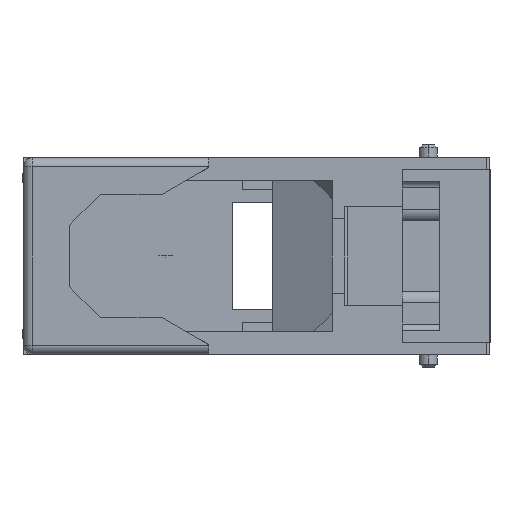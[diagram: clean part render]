
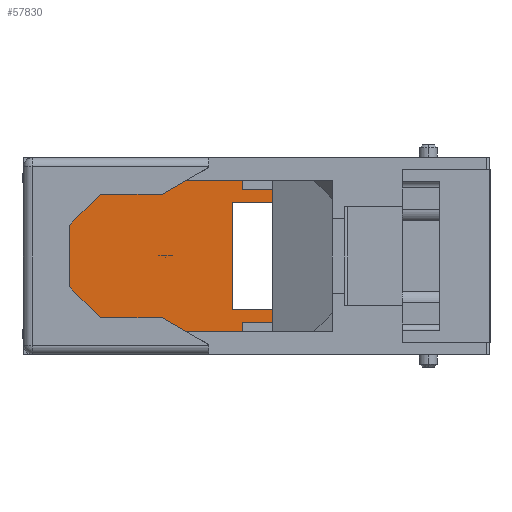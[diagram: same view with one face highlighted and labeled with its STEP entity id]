
A CAD part, left-side view. The second image highlights one B-rep face of the part: STEP entity #57830.
In plain terms, the highlighted face is planar.
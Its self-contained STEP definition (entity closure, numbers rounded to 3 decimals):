
#19480=CARTESIAN_POINT('',(328.,72.5,-29.5));
#19490=VERTEX_POINT('',#19480);
#19520=CARTESIAN_POINT('',(328.,72.5,0.));
#19530=DIRECTION('',(0.,0.,1.));
#19540=VECTOR('',#19530,1.);
#19550=LINE('',#19520,#19540);
#19560=CARTESIAN_POINT('',(328.,72.5,-2.5));
#19570=VERTEX_POINT('',#19560);
#19580=EDGE_CURVE('',#19490,#19570,#19550,.T.);
#35650=CARTESIAN_POINT('',(328.,41.,-1.5));
#35660=VERTEX_POINT('',#35650);
#35690=CARTESIAN_POINT('',(328.,72.5,-1.5));
#35700=DIRECTION('',(0.,-1.,0.));
#35710=VECTOR('',#35700,0.02);
#35720=LINE('',#35690,#35710);
#35730=CARTESIAN_POINT('',(328.,32.1,-1.5));
#35740=VERTEX_POINT('',#35730);
#35750=EDGE_CURVE('',#35660,#35740,#35720,.T.);
#42350=CARTESIAN_POINT('',(328.,72.5,-2.5));
#42360=DIRECTION('',(0.,-1.,0.));
#42370=VECTOR('',#42360,0.02);
#42380=LINE('',#42350,#42370);
#42390=CARTESIAN_POINT('',(328.,41.,-2.5));
#42400=VERTEX_POINT('',#42390);
#42410=EDGE_CURVE('',#19570,#42400,#42380,.T.);
#51290=CARTESIAN_POINT('',(328.,41.,-16.));
#51300=DIRECTION('',(0.,0.,-1.));
#51310=VECTOR('',#51300,1.);
#51320=LINE('',#51290,#51310);
#51330=EDGE_CURVE('',#35660,#42400,#51320,.T.);
#57260=CARTESIAN_POINT('',(328.,32.1,-16.));
#57270=DIRECTION('',(-1.,0.,0.));
#57280=DIRECTION('',(0.,-1.,0.));
#57290=AXIS2_PLACEMENT_3D('',#57260,#57270,#57280);
#57300=PLANE('',#57290);
#57310=ORIENTED_EDGE('',*,*,#42410,.T.);
#57320=ORIENTED_EDGE('',*,*,#19580,.T.);
#57330=CARTESIAN_POINT('',(328.,0.,-29.5));
#57340=DIRECTION('',(0.,1.,0.));
#57350=VECTOR('',#57340,1.);
#57360=LINE('',#57330,#57350);
#57370=CARTESIAN_POINT('',(328.,32.1,-29.5));
#57380=VERTEX_POINT('',#57370);
#57390=EDGE_CURVE('',#57380,#19490,#57360,.T.);
#57400=ORIENTED_EDGE('',*,*,#57390,.T.);
#57410=CARTESIAN_POINT('',(328.,32.1,-32.));
#57420=DIRECTION('',(-0.,0.,1.));
#57430=VECTOR('',#57420,1.);
#57440=LINE('',#57410,#57430);
#57450=CARTESIAN_POINT('',(328.,32.1,-24.7));
#57460=VERTEX_POINT('',#57450);
#57470=EDGE_CURVE('',#57380,#57460,#57440,.T.);
#57480=ORIENTED_EDGE('',*,*,#57470,.F.);
#57490=CARTESIAN_POINT('',(328.,0.,-24.7));
#57500=DIRECTION('',(0.,1.,0.));
#57510=VECTOR('',#57500,1.);
#57520=LINE('',#57490,#57510);
#57530=CARTESIAN_POINT('',(328.,38.6,-24.7));
#57540=VERTEX_POINT('',#57530);
#57550=EDGE_CURVE('',#57460,#57540,#57520,.T.);
#57560=ORIENTED_EDGE('',*,*,#57550,.F.);
#57570=CARTESIAN_POINT('',(328.,38.6,-32.));
#57580=DIRECTION('',(0.,0.,-1.));
#57590=VECTOR('',#57580,1.);
#57600=LINE('',#57570,#57590);
#57610=CARTESIAN_POINT('',(328.,38.6,-7.3));
#57620=VERTEX_POINT('',#57610);
#57630=EDGE_CURVE('',#57620,#57540,#57600,.T.);
#57640=ORIENTED_EDGE('',*,*,#57630,.T.);
#57650=CARTESIAN_POINT('',(328.,0.,-7.3));
#57660=DIRECTION('',(0.,-1.,0.));
#57670=VECTOR('',#57660,1.);
#57680=LINE('',#57650,#57670);
#57690=CARTESIAN_POINT('',(328.,32.1,-7.3));
#57700=VERTEX_POINT('',#57690);
#57710=EDGE_CURVE('',#57620,#57700,#57680,.T.);
#57720=ORIENTED_EDGE('',*,*,#57710,.F.);
#57730=CARTESIAN_POINT('',(328.,32.1,0.));
#57740=DIRECTION('',(0.,0.,-1.));
#57750=VECTOR('',#57740,1.);
#57760=LINE('',#57730,#57750);
#57770=EDGE_CURVE('',#35740,#57700,#57760,.T.);
#57780=ORIENTED_EDGE('',*,*,#57770,.T.);
#57790=ORIENTED_EDGE('',*,*,#35750,.T.);
#57800=ORIENTED_EDGE('',*,*,#51330,.F.);
#57810=EDGE_LOOP('',(#57800,#57790,#57780,#57720,#57640,#57560,#57480,
#57400,#57320,#57310));
#57820=FACE_OUTER_BOUND('',#57810,.T.);
#57830=ADVANCED_FACE('',(#57820),#57300,.F.);
